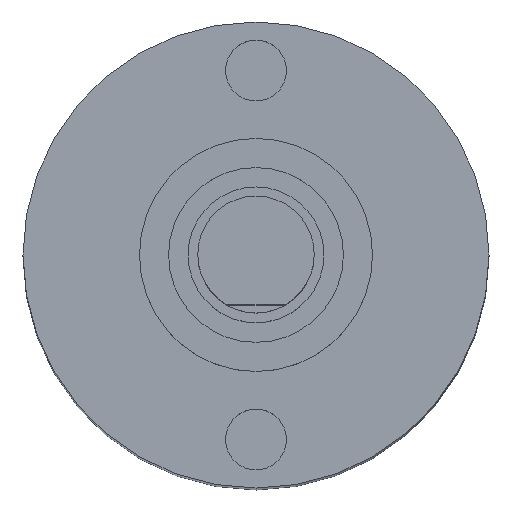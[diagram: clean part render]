
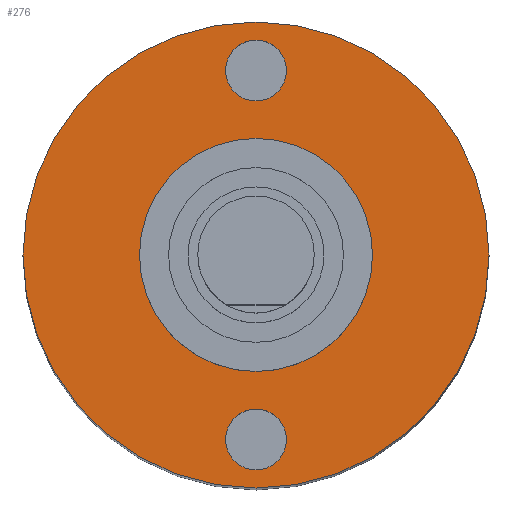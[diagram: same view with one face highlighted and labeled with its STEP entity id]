
A CAD part, top view. The second image highlights one B-rep face of the part: STEP entity #276.
In plain terms, the highlighted planar face has unit normal (0, 0, 1).
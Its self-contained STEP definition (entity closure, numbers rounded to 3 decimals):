
#73=CARTESIAN_POINT('',(0.784,4.75,0.));
#74=VERTEX_POINT('',#73);
#75=CARTESIAN_POINT('',(0.0,4.75,0.));
#76=DIRECTION('',(0.0,0.0,-1.0));
#77=DIRECTION('',(1.0,0.0,0.0));
#78=AXIS2_PLACEMENT_3D('',#75,#76,#77);
#79=CIRCLE('',#78,0.784);
#80=EDGE_CURVE('',#74,#74,#79,.T.);
#110=CARTESIAN_POINT('',(0.784,-4.75,0.));
#111=VERTEX_POINT('',#110);
#112=CARTESIAN_POINT('',(0.0,-4.75,0.));
#113=DIRECTION('',(0.0,0.0,-1.0));
#114=DIRECTION('',(1.0,0.0,0.0));
#115=AXIS2_PLACEMENT_3D('',#112,#113,#114);
#116=CIRCLE('',#115,0.784);
#117=EDGE_CURVE('',#111,#111,#116,.T.);
#236=CARTESIAN_POINT('',(0.0,-6.,0.));
#237=VERTEX_POINT('',#236);
#238=CARTESIAN_POINT('',(0.0,0.0,0.));
#239=DIRECTION('',(0.0,0.0,1.0));
#240=DIRECTION('',(0.0,-1.0,0.0));
#241=AXIS2_PLACEMENT_3D('',#238,#239,#240);
#242=CIRCLE('',#241,6.);
#243=EDGE_CURVE('',#237,#237,#242,.T.);
#251=CARTESIAN_POINT('',(0.0,-4.5,0.));
#252=DIRECTION('',(0.0,0.0,1.0));
#253=DIRECTION('',(1.0,0.0,0.0));
#254=AXIS2_PLACEMENT_3D('',#251,#252,#253);
#255=PLANE('',#254);
#256=ORIENTED_EDGE('',*,*,#243,.T.);
#257=EDGE_LOOP('',(#256));
#258=FACE_OUTER_BOUND('',#257,.T.);
#259=ORIENTED_EDGE('',*,*,#80,.T.);
#260=EDGE_LOOP('',(#259));
#261=FACE_BOUND('',#260,.T.);
#262=ORIENTED_EDGE('',*,*,#117,.T.);
#263=EDGE_LOOP('',(#262));
#264=FACE_BOUND('',#263,.T.);
#265=CARTESIAN_POINT('',(0.0,-3.0,0.0));
#266=VERTEX_POINT('',#265);
#267=CARTESIAN_POINT('',(0.0,0.0,0.0));
#268=DIRECTION('',(0.0,0.0,1.0));
#269=DIRECTION('',(0.0,-1.0,0.0));
#270=AXIS2_PLACEMENT_3D('',#267,#268,#269);
#271=CIRCLE('',#270,3.0);
#272=EDGE_CURVE('',#266,#266,#271,.T.);
#273=ORIENTED_EDGE('',*,*,#272,.F.);
#274=EDGE_LOOP('',(#273));
#275=FACE_BOUND('',#274,.T.);
#276=ADVANCED_FACE('',(#258,#261,#264,#275),#255,.T.);
